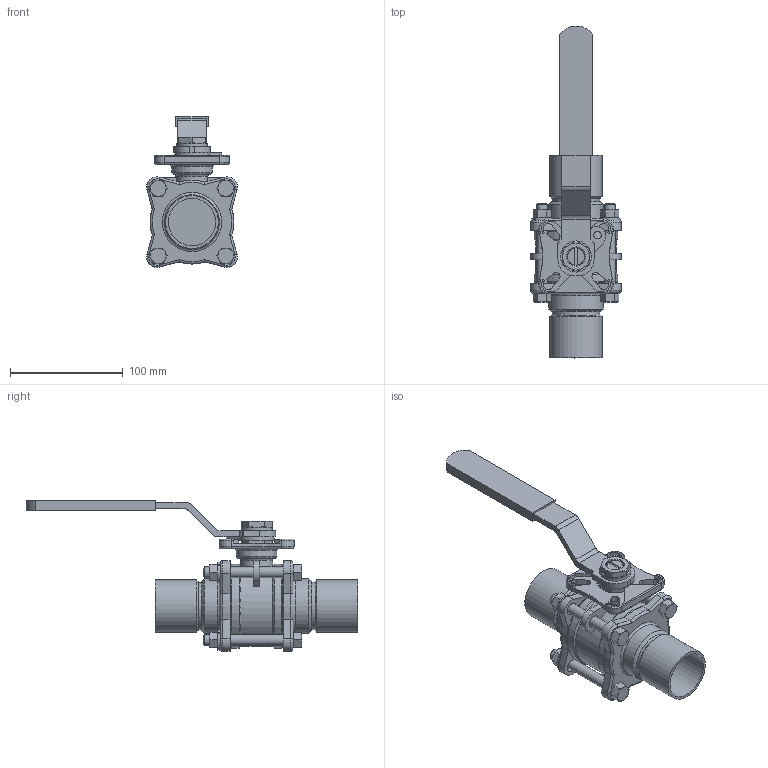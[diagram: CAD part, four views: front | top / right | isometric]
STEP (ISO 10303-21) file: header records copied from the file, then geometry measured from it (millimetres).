
FILE_DESCRIPTION(/* description */ ('Unknown'),/* implementation_level */ '2;1');
FILE_NAME(/* name */ 'F31DN42',/* time_stamp */ '2019-10-25T12:12:09+02:00',/* author */ ('Unknown'),/* organization */ ('Unknown'),/* preprocessor_version */ 'ST-DEVELOPER v16.7',/* originating_system */ 'DEX',/* authorisation */ $);
FILE_SCHEMA (('AUTOMOTIVE_DESIGN {1 0 10303 214 3 1 1}'));
Length unit declared in the file: millimetre
Products named in the file (3): F31DN42; 202608; F21DN42
Assembly tree (3 placements, depth 2):
  F31DN42
    202608
    F21DN42  x2
Bounding box: 80.66 x 294.8 x 134.13 mm (x, y, z)
Volume: 311682.1 mm3; surface area: 143559.2 mm2
Topology: 7 solids, 9 shells, 625 faces, 1520 edges, 939 vertices
Faces by surface type: plane 259, cylinder 169, cone 151, torus 42, sphere 4
Full cylindrical faces by diameter (mm): 6.5 x1, 9.525 x8, 10.7 x4, 11 x2, 14.5 x1, 15.6 x1, 17.95 x1, 18 x2, 18.1 x7, 18.4 x2, 18.5 x1, 22.5 x4, 22.7 x2, 27.5 x3, 28.5 x2, 32.5 x1, 36 x1, 39 x2, 40 x4, 42 x4, 47 x2, 48.6 x2, 63 x1, 70.2 x2, 74.5 x2
Entity records: 21389 total; most frequent: CARTESIAN_POINT 3578, DIRECTION 2947, ORIENTED_EDGE 2708, EDGE_CURVE 1354, AXIS2_PLACEMENT_3D 1224, VERTEX_POINT 886, EDGE_LOOP 800, FACE_BOUND 800
